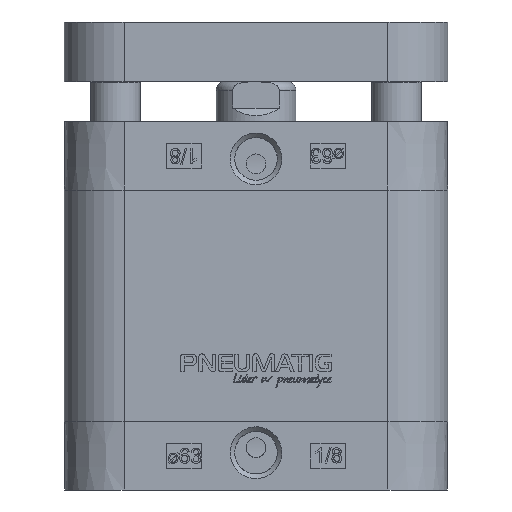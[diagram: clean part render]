
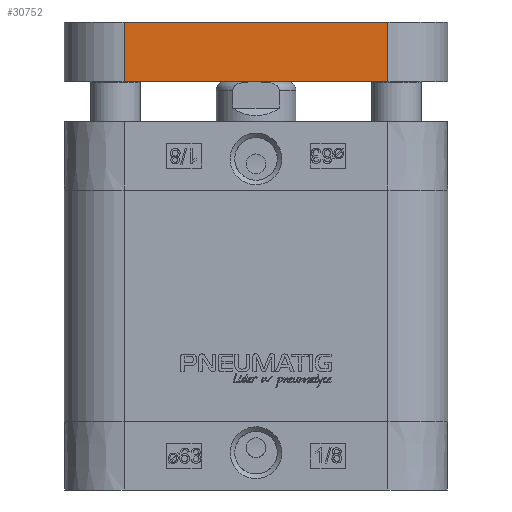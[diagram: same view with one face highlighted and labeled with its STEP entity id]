
A CAD part, left-side view. The second image highlights one B-rep face of the part: STEP entity #30752.
In plain terms, the highlighted planar face has unit normal (-1, 0, 0).
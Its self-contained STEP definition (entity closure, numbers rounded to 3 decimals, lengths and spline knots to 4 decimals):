
#1315=LINE($,#54985,#3672);
#1316=LINE($,#54987,#3673);
#1317=LINE($,#54989,#3674);
#1318=LINE($,#54990,#3675);
#3672=VECTOR($,#35325,5.3);
#3673=VECTOR($,#35326,1.2);
#3674=VECTOR($,#35327,5.3);
#3675=VECTOR($,#35328,1.2);
#7418=PLANE($,#32026);
#9284=FACE_OUTER_BOUND($,#11091,.T.);
#11091=EDGE_LOOP($,(#25762,#25763,#25764,#25765));
#14477=VERTEX_POINT($,#54983);
#14478=VERTEX_POINT($,#54984);
#14479=VERTEX_POINT($,#54986);
#14480=VERTEX_POINT($,#54988);
#18485=EDGE_CURVE($,#14477,#14478,#1315,.T.);
#18486=EDGE_CURVE($,#14479,#14478,#1316,.T.);
#18487=EDGE_CURVE($,#14479,#14480,#1317,.T.);
#18488=EDGE_CURVE($,#14480,#14477,#1318,.T.);
#25762=ORIENTED_EDGE($,*,*,#18485,.T.);
#25763=ORIENTED_EDGE($,*,*,#18486,.F.);
#25764=ORIENTED_EDGE($,*,*,#18487,.T.);
#25765=ORIENTED_EDGE($,*,*,#18488,.T.);
#30752=ADVANCED_FACE($,(#9284),#7418,.T.);
#32026=AXIS2_PLACEMENT_3D($,#54982,#35323,#35324);
#35323=DIRECTION('center_axis',(-1.,0.,0.));
#35324=DIRECTION('ref_axis',(0.,0.,1.));
#35325=DIRECTION($,(0.,-1.,0.));
#35326=DIRECTION($,(0.,0.,-1.));
#35327=DIRECTION($,(0.,1.,0.));
#35328=DIRECTION($,(0.,0.,-1.));
#54982=CARTESIAN_POINT('Origin',(-3.85,2.65,9.4));
#54983=CARTESIAN_POINT('',(-3.85,2.65,8.2));
#54984=CARTESIAN_POINT('',(-3.85,-2.65,8.2));
#54985=CARTESIAN_POINT($,(-3.85,2.65,8.2));
#54986=CARTESIAN_POINT('',(-3.85,-2.65,9.4));
#54987=CARTESIAN_POINT($,(-3.85,-2.65,9.4));
#54988=CARTESIAN_POINT('',(-3.85,2.65,9.4));
#54989=CARTESIAN_POINT($,(-3.85,-2.65,9.4));
#54990=CARTESIAN_POINT($,(-3.85,2.65,9.4));
